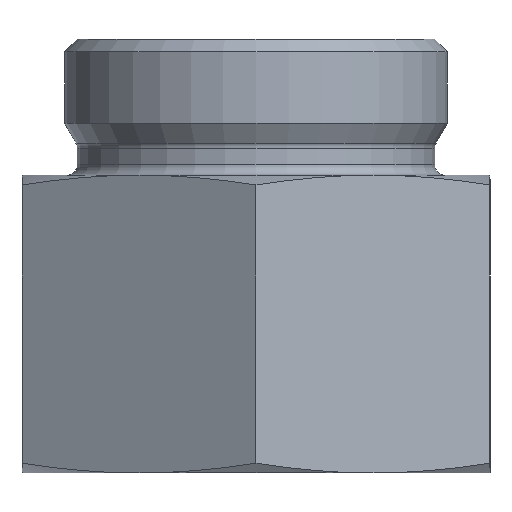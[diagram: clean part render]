
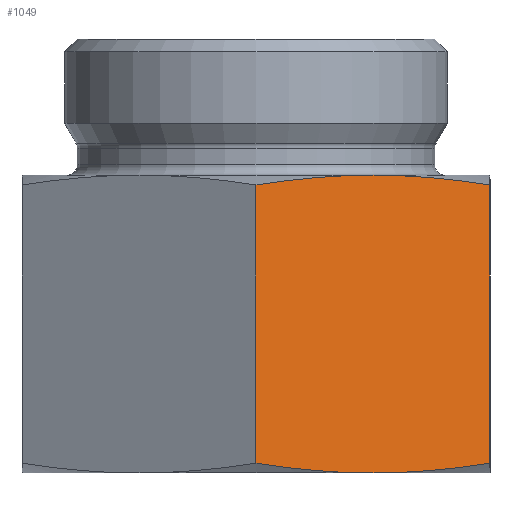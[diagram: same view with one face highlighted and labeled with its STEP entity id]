
A CAD part, front view. The second image highlights one B-rep face of the part: STEP entity #1049.
In plain terms, the highlighted planar face has unit normal (0.5, -0.866, 0).
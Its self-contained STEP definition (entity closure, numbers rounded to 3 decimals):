
#120=CARTESIAN_POINT('',(0.,-31.754,1.14));
#121=VERTEX_POINT('',#120);
#122=CARTESIAN_POINT('',(13.75,-23.816,0.));
#123=VERTEX_POINT('',#122);
#124=CARTESIAN_POINT('',(0.,-31.754,1.14));
#125=CARTESIAN_POINT('',(7.369,-27.5,0.));
#126=CARTESIAN_POINT('',(13.75,-23.816,0.));
#134=(BOUNDED_CURVE()B_SPLINE_CURVE(2,(#124,#125,#126),.UNSPECIFIED.,.F.,.U.)B_SPLINE_CURVE_WITH_KNOTS((3,3),(0.426,2.072),.UNSPECIFIED.)CURVE()GEOMETRIC_REPRESENTATION_ITEM()RATIONAL_B_SPLINE_CURVE((1.02,1.048,1.0))REPRESENTATION_ITEM(''));
#135=EDGE_CURVE('',#121,#123,#134,.T.);
#165=CARTESIAN_POINT('',(27.5,-15.877,1.14));
#166=VERTEX_POINT('',#165);
#182=CARTESIAN_POINT('',(13.75,-23.816,0.));
#183=CARTESIAN_POINT('',(20.131,-20.131,0.));
#184=CARTESIAN_POINT('',(27.5,-15.877,1.14));
#192=(BOUNDED_CURVE()B_SPLINE_CURVE(2,(#182,#183,#184),.UNSPECIFIED.,.F.,.U.)B_SPLINE_CURVE_WITH_KNOTS((3,3),(2.072,3.719),.UNSPECIFIED.)CURVE()GEOMETRIC_REPRESENTATION_ITEM()RATIONAL_B_SPLINE_CURVE((1.0,1.048,1.02))REPRESENTATION_ITEM(''));
#193=EDGE_CURVE('',#123,#166,#192,.T.);
#368=CARTESIAN_POINT('',(27.5,-15.877,33.86));
#369=VERTEX_POINT('',#368);
#383=CARTESIAN_POINT('',(27.5,-15.877,1.14));
#384=DIRECTION('',(0.0,0.0,1.0));
#385=VECTOR('',#384,32.72);
#386=LINE('',#383,#385);
#387=EDGE_CURVE('',#166,#369,#386,.T.);
#761=CARTESIAN_POINT('',(13.75,-23.816,35.));
#762=VERTEX_POINT('',#761);
#788=CARTESIAN_POINT('',(27.5,-15.877,33.86));
#789=CARTESIAN_POINT('',(20.131,-20.131,35.));
#790=CARTESIAN_POINT('',(13.75,-23.816,35.));
#798=(BOUNDED_CURVE()B_SPLINE_CURVE(2,(#788,#789,#790),.UNSPECIFIED.,.F.,.U.)B_SPLINE_CURVE_WITH_KNOTS((3,3),(0.426,2.072),.UNSPECIFIED.)CURVE()GEOMETRIC_REPRESENTATION_ITEM()RATIONAL_B_SPLINE_CURVE((1.02,1.048,1.0))REPRESENTATION_ITEM(''));
#799=EDGE_CURVE('',#369,#762,#798,.T.);
#811=CARTESIAN_POINT('',(0.,-31.754,33.86));
#812=VERTEX_POINT('',#811);
#826=CARTESIAN_POINT('',(13.75,-23.816,35.));
#827=CARTESIAN_POINT('',(7.369,-27.5,35.));
#828=CARTESIAN_POINT('',(0.,-31.754,33.86));
#836=(BOUNDED_CURVE()B_SPLINE_CURVE(2,(#826,#827,#828),.UNSPECIFIED.,.F.,.U.)B_SPLINE_CURVE_WITH_KNOTS((3,3),(2.072,3.719),.UNSPECIFIED.)CURVE()GEOMETRIC_REPRESENTATION_ITEM()RATIONAL_B_SPLINE_CURVE((1.0,1.048,1.02))REPRESENTATION_ITEM(''));
#837=EDGE_CURVE('',#762,#812,#836,.T.);
#1031=CARTESIAN_POINT('',(27.5,-15.877,0.0));
#1032=DIRECTION('',(0.5,-0.866,0.0));
#1033=DIRECTION('',(0.0,0.0,-1.0));
#1034=AXIS2_PLACEMENT_3D('',#1031,#1032,#1033);
#1035=PLANE('',#1034);
#1036=ORIENTED_EDGE('',*,*,#193,.T.);
#1037=ORIENTED_EDGE('',*,*,#387,.T.);
#1038=ORIENTED_EDGE('',*,*,#799,.T.);
#1039=ORIENTED_EDGE('',*,*,#837,.T.);
#1040=CARTESIAN_POINT('',(0.,-31.754,1.14));
#1041=DIRECTION('',(0.0,0.0,1.0));
#1042=VECTOR('',#1041,32.72);
#1043=LINE('',#1040,#1042);
#1044=EDGE_CURVE('',#121,#812,#1043,.T.);
#1045=ORIENTED_EDGE('',*,*,#1044,.F.);
#1046=ORIENTED_EDGE('',*,*,#135,.T.);
#1047=EDGE_LOOP('',(#1036,#1037,#1038,#1039,#1045,#1046));
#1048=FACE_OUTER_BOUND('',#1047,.T.);
#1049=ADVANCED_FACE('',(#1048),#1035,.T.);
